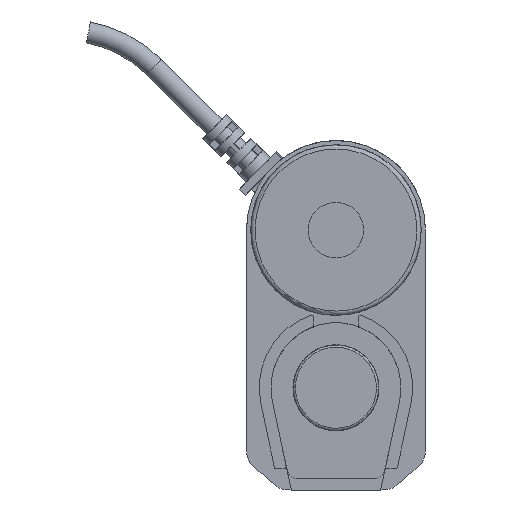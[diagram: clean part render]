
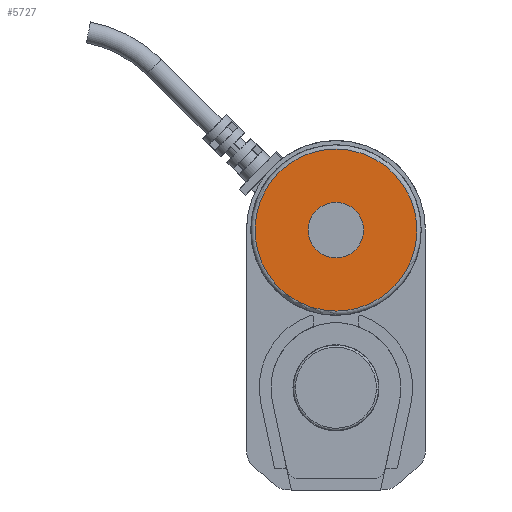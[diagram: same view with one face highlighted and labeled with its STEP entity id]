
A CAD part, front view. The second image highlights one B-rep face of the part: STEP entity #5727.
In plain terms, the highlighted face is planar.
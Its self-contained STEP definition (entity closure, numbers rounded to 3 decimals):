
#18=(
BOUNDED_CURVE()
B_SPLINE_CURVE(3,(#11063,#11064,#11065,#11066),.UNSPECIFIED.,.F.,.F.)
B_SPLINE_CURVE_WITH_KNOTS((4,4),(0.,1.),.UNSPECIFIED.)
CURVE()
GEOMETRIC_REPRESENTATION_ITEM()
RATIONAL_B_SPLINE_CURVE((1.,0.333,0.333,1.))
REPRESENTATION_ITEM('')
);
#19=(
BOUNDED_CURVE()
B_SPLINE_CURVE(3,(#11069,#11070,#11071,#11072),.UNSPECIFIED.,.F.,.F.)
B_SPLINE_CURVE_WITH_KNOTS((4,4),(0.,1.),.UNSPECIFIED.)
CURVE()
GEOMETRIC_REPRESENTATION_ITEM()
RATIONAL_B_SPLINE_CURVE((1.,0.333,0.333,1.))
REPRESENTATION_ITEM('')
);
#282=PLANE('',#6381);
#2611=ORIENTED_EDGE('',*,*,#3549,.T.);
#2612=ORIENTED_EDGE('',*,*,#3559,.F.);
#2613=ORIENTED_EDGE('',*,*,#3560,.F.);
#3549=EDGE_CURVE('',#4137,#4137,#4476,.T.);
#3559=EDGE_CURVE('',#4145,#4146,#18,.T.);
#3560=EDGE_CURVE('',#4146,#4145,#19,.T.);
#4137=VERTEX_POINT('',#10908);
#4145=VERTEX_POINT('',#11067);
#4146=VERTEX_POINT('',#11068);
#4476=CIRCLE('',#6367,6.5);
#4854=EDGE_LOOP('',(#2611));
#4855=EDGE_LOOP('',(#2612,#2613));
#5253=FACE_BOUND('',#4854,.T.);
#5254=FACE_BOUND('',#4855,.T.);
#5727=ADVANCED_FACE('',(#5253,#5254),#282,.T.);
#6367=AXIS2_PLACEMENT_3D('',#10907,#7861,#7862);
#6381=AXIS2_PLACEMENT_3D('',#11073,#7889,#7890);
#7861=DIRECTION('',(0.,0.,-1.));
#7862=DIRECTION('',(1.,0.,0.));
#7889=DIRECTION('',(0.,0.,1.));
#7890=DIRECTION('',(0.,1.,0.));
#10907=CARTESIAN_POINT('',(0.,0.,35.5));
#10908=CARTESIAN_POINT('',(6.5,0.,35.5));
#11063=CARTESIAN_POINT('',(0.,-19.,35.5));
#11064=CARTESIAN_POINT('',(-38.,-19.,35.5));
#11065=CARTESIAN_POINT('',(-38.,19.,35.5));
#11066=CARTESIAN_POINT('',(0.,19.,35.5));
#11067=CARTESIAN_POINT('',(0.,-19.,35.5));
#11068=CARTESIAN_POINT('',(0.,19.,35.5));
#11069=CARTESIAN_POINT('',(0.,19.,35.5));
#11070=CARTESIAN_POINT('',(38.,19.,35.5));
#11071=CARTESIAN_POINT('',(38.,-19.,35.5));
#11072=CARTESIAN_POINT('',(0.,-19.,35.5));
#11073=CARTESIAN_POINT('',(19.766,-19.76,35.5));
